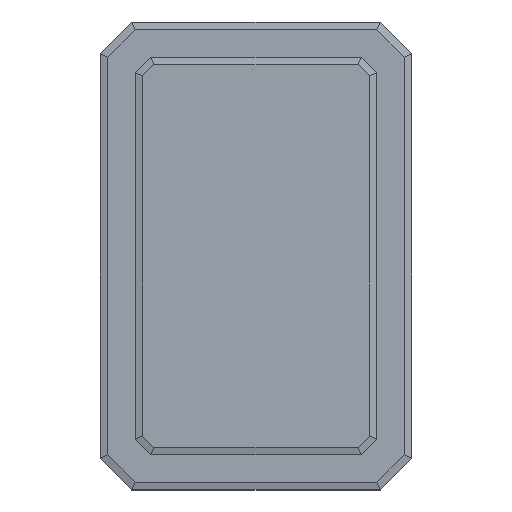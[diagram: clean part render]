
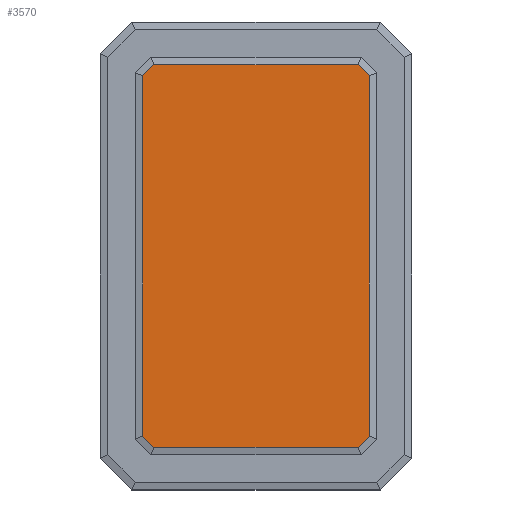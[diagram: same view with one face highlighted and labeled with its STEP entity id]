
A CAD part, top view. The second image highlights one B-rep face of the part: STEP entity #3570.
In plain terms, the highlighted face is planar.
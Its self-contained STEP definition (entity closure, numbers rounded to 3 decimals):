
#97 = ORIENTED_EDGE ( 'NONE', *, *, #26824, .T. ) ;
#865 = VECTOR ( 'NONE', #2401, 1000. ) ;
#1060 = VECTOR ( 'NONE', #41343, 1000. ) ;
#1976 = ORIENTED_EDGE ( 'NONE', *, *, #20953, .T. ) ;
#2401 = DIRECTION ( 'NONE',  ( 0., 0., 1. ) ) ;
#2570 = EDGE_CURVE ( 'NONE', #48543, #6711, #28213, .T. ) ;
#2697 = AXIS2_PLACEMENT_3D ( 'NONE', #35643, #47832, #28957 ) ;
#3514 = VECTOR ( 'NONE', #45902, 1000. ) ;
#3570 = ADVANCED_FACE ( 'NONE', ( #8141 ), #9575, .T. ) ;
#3923 = VERTEX_POINT ( 'NONE', #41595 ) ;
#4500 = LINE ( 'NONE', #39238, #39137 ) ;
#4689 = EDGE_CURVE ( 'NONE', #43282, #48543, #15138, .T. ) ;
#5845 = CARTESIAN_POINT ( 'NONE',  ( -130.858, 2., 245. ) ) ;
#6160 = DIRECTION ( 'NONE',  ( 0.707, 0., 0.707 ) ) ;
#6711 = VERTEX_POINT ( 'NONE', #19608 ) ;
#7249 = CARTESIAN_POINT ( 'NONE',  ( 130.858, 2., 245. ) ) ;
#7311 = ORIENTED_EDGE ( 'NONE', *, *, #25361, .T. ) ;
#8141 = FACE_OUTER_BOUND ( 'NONE', #18036, .T. ) ;
#8519 = CARTESIAN_POINT ( 'NONE',  ( 145., 2., 230.858 ) ) ;
#9260 = VECTOR ( 'NONE', #6160, 1000. ) ;
#9575 = PLANE ( 'NONE',  #2697 ) ;
#9740 = VECTOR ( 'NONE', #30289, 1000. ) ;
#10337 = CARTESIAN_POINT ( 'NONE',  ( 145., 2., -230.858 ) ) ;
#12810 = CARTESIAN_POINT ( 'NONE',  ( -145., 2., 230.858 ) ) ;
#13341 = LINE ( 'NONE', #24774, #25378 ) ;
#15138 = LINE ( 'NONE', #45942, #9740 ) ;
#15284 = LINE ( 'NONE', #38135, #1060 ) ;
#16458 = VERTEX_POINT ( 'NONE', #5845 ) ;
#16720 = VERTEX_POINT ( 'NONE', #35098 ) ;
#16960 = VERTEX_POINT ( 'NONE', #7249 ) ;
#18036 = EDGE_LOOP ( 'NONE', ( #27821, #23334, #22668, #1976, #7311, #97, #45747, #23285 ) ) ;
#19362 = CARTESIAN_POINT ( 'NONE',  ( 130.858, 2., -245. ) ) ;
#19608 = CARTESIAN_POINT ( 'NONE',  ( 130.858, 2., -245. ) ) ;
#19665 = DIRECTION ( 'NONE',  ( -0.707, 0., 0.707 ) ) ;
#20797 = CARTESIAN_POINT ( 'NONE',  ( -145., 2., -230.858 ) ) ;
#20953 = EDGE_CURVE ( 'NONE', #6711, #3923, #48884, .T. ) ;
#22668 = ORIENTED_EDGE ( 'NONE', *, *, #2570, .T. ) ;
#23285 = ORIENTED_EDGE ( 'NONE', *, *, #47532, .T. ) ;
#23334 = ORIENTED_EDGE ( 'NONE', *, *, #4689, .T. ) ;
#24774 = CARTESIAN_POINT ( 'NONE',  ( 130.858, 2., 245. ) ) ;
#25361 = EDGE_CURVE ( 'NONE', #3923, #16720, #4500, .T. ) ;
#25378 = VECTOR ( 'NONE', #39426, 1000. ) ;
#26824 = EDGE_CURVE ( 'NONE', #16720, #34684, #32208, .T. ) ;
#27821 = ORIENTED_EDGE ( 'NONE', *, *, #38680, .T. ) ;
#28213 = LINE ( 'NONE', #43114, #36193 ) ;
#28757 = CARTESIAN_POINT ( 'NONE',  ( -145., 2., 230.858 ) ) ;
#28957 = DIRECTION ( 'NONE',  ( 1., 0., 0. ) ) ;
#30289 = DIRECTION ( 'NONE',  ( 0., 0., -1. ) ) ;
#32208 = LINE ( 'NONE', #20797, #865 ) ;
#33268 = EDGE_CURVE ( 'NONE', #34684, #16458, #36206, .T. ) ;
#34684 = VERTEX_POINT ( 'NONE', #12810 ) ;
#35098 = CARTESIAN_POINT ( 'NONE',  ( -145., 2., -230.858 ) ) ;
#35643 = CARTESIAN_POINT ( 'NONE',  ( 0., 2., 0. ) ) ;
#36193 = VECTOR ( 'NONE', #40112, 1000. ) ;
#36206 = LINE ( 'NONE', #28757, #9260 ) ;
#38135 = CARTESIAN_POINT ( 'NONE',  ( -130.858, 2., 245. ) ) ;
#38680 = EDGE_CURVE ( 'NONE', #16960, #43282, #13341, .T. ) ;
#39137 = VECTOR ( 'NONE', #19665, 1000. ) ;
#39238 = CARTESIAN_POINT ( 'NONE',  ( -130.858, 2., -245. ) ) ;
#39426 = DIRECTION ( 'NONE',  ( 0.707, 0., -0.707 ) ) ;
#40112 = DIRECTION ( 'NONE',  ( -0.707, 0., -0.707 ) ) ;
#41343 = DIRECTION ( 'NONE',  ( 1., 0., 0. ) ) ;
#41595 = CARTESIAN_POINT ( 'NONE',  ( -130.858, 2., -245. ) ) ;
#43114 = CARTESIAN_POINT ( 'NONE',  ( 145., 2., -230.858 ) ) ;
#43282 = VERTEX_POINT ( 'NONE', #8519 ) ;
#45747 = ORIENTED_EDGE ( 'NONE', *, *, #33268, .T. ) ;
#45902 = DIRECTION ( 'NONE',  ( -1., 0., 0. ) ) ;
#45942 = CARTESIAN_POINT ( 'NONE',  ( 145., 2., 230.858 ) ) ;
#47532 = EDGE_CURVE ( 'NONE', #16458, #16960, #15284, .T. ) ;
#47832 = DIRECTION ( 'NONE',  ( 0., 1., 0. ) ) ;
#48543 = VERTEX_POINT ( 'NONE', #10337 ) ;
#48884 = LINE ( 'NONE', #19362, #3514 ) ;
